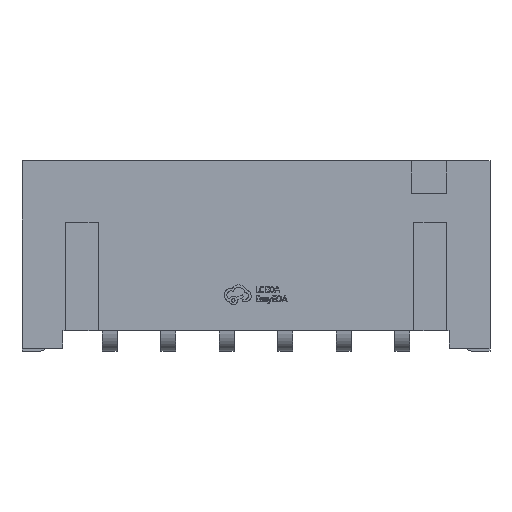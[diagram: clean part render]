
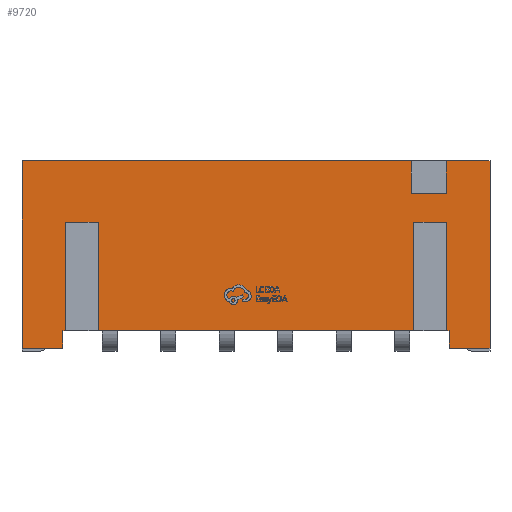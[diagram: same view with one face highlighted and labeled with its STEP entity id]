
A CAD part, front view. The second image highlights one B-rep face of the part: STEP entity #9720.
In plain terms, the highlighted planar face has unit normal (0, -1, 0).
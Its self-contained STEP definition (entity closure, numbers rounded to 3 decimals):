
#469=FACE_OUTER_BOUND('',#1006,.T.);
#1006=EDGE_LOOP('',(#6279,#6280,#6281,#6282,#6283,#6284,#6285,#6286,#6287,
#6288,#6289,#6290,#6291,#6292,#6293,#6294,#6295,#6296,#6297,#6298));
#1587=LINE('',#13106,#2712);
#1591=LINE('',#13114,#2716);
#1611=LINE('',#13154,#2736);
#1670=LINE('',#13440,#2795);
#1671=LINE('',#13442,#2796);
#1672=LINE('',#13444,#2797);
#1673=LINE('',#13445,#2798);
#1674=LINE('',#13447,#2799);
#1675=LINE('',#13449,#2800);
#1676=LINE('',#13451,#2801);
#1677=LINE('',#13453,#2802);
#1678=LINE('',#13455,#2803);
#1679=LINE('',#13457,#2804);
#1680=LINE('',#13459,#2805);
#1681=LINE('',#13461,#2806);
#1682=LINE('',#13463,#2807);
#1683=LINE('',#13465,#2808);
#1684=LINE('',#13466,#2809);
#1685=LINE('',#13468,#2810);
#1686=LINE('',#13469,#2811);
#2712=VECTOR('',#10906,1.);
#2716=VECTOR('',#10910,1.);
#2736=VECTOR('',#10930,1.);
#2795=VECTOR('',#10991,1.);
#2796=VECTOR('',#10992,1.);
#2797=VECTOR('',#10993,1.);
#2798=VECTOR('',#10994,1.);
#2799=VECTOR('',#10995,1.);
#2800=VECTOR('',#10996,1.);
#2801=VECTOR('',#10997,1.);
#2802=VECTOR('',#10998,1.);
#2803=VECTOR('',#10999,1.);
#2804=VECTOR('',#11000,1.);
#2805=VECTOR('',#11001,1.);
#2806=VECTOR('',#11002,1.);
#2807=VECTOR('',#11003,1.);
#2808=VECTOR('',#11004,1.);
#2809=VECTOR('',#11005,1.);
#2810=VECTOR('',#11006,1.);
#2811=VECTOR('',#11007,1.);
#3819=VERTEX_POINT('',#13104);
#3820=VERTEX_POINT('',#13105);
#3823=VERTEX_POINT('',#13111);
#3824=VERTEX_POINT('',#13113);
#3843=VERTEX_POINT('',#13151);
#3844=VERTEX_POINT('',#13153);
#3912=VERTEX_POINT('',#13439);
#3913=VERTEX_POINT('',#13441);
#3914=VERTEX_POINT('',#13443);
#3915=VERTEX_POINT('',#13446);
#3916=VERTEX_POINT('',#13448);
#3917=VERTEX_POINT('',#13450);
#3918=VERTEX_POINT('',#13452);
#3919=VERTEX_POINT('',#13454);
#3920=VERTEX_POINT('',#13456);
#3921=VERTEX_POINT('',#13458);
#3922=VERTEX_POINT('',#13460);
#3923=VERTEX_POINT('',#13462);
#3924=VERTEX_POINT('',#13464);
#3925=VERTEX_POINT('',#13467);
#4743=EDGE_CURVE('',#3819,#3820,#1587,.T.);
#4747=EDGE_CURVE('',#3823,#3824,#1591,.T.);
#4767=EDGE_CURVE('',#3843,#3844,#1611,.T.);
#4836=EDGE_CURVE('',#3912,#3820,#1670,.T.);
#4837=EDGE_CURVE('',#3913,#3819,#1671,.T.);
#4838=EDGE_CURVE('',#3914,#3913,#1672,.T.);
#4839=EDGE_CURVE('',#3844,#3914,#1673,.T.);
#4840=EDGE_CURVE('',#3843,#3915,#1674,.T.);
#4841=EDGE_CURVE('',#3915,#3916,#1675,.T.);
#4842=EDGE_CURVE('',#3917,#3916,#1676,.T.);
#4843=EDGE_CURVE('',#3918,#3917,#1677,.T.);
#4844=EDGE_CURVE('',#3919,#3918,#1678,.T.);
#4845=EDGE_CURVE('',#3920,#3919,#1679,.T.);
#4846=EDGE_CURVE('',#3920,#3921,#1680,.T.);
#4847=EDGE_CURVE('',#3922,#3921,#1681,.T.);
#4848=EDGE_CURVE('',#3922,#3923,#1682,.T.);
#4849=EDGE_CURVE('',#3923,#3924,#1683,.T.);
#4850=EDGE_CURVE('',#3824,#3924,#1684,.T.);
#4851=EDGE_CURVE('',#3823,#3925,#1685,.T.);
#4852=EDGE_CURVE('',#3925,#3912,#1686,.T.);
#6279=ORIENTED_EDGE('',*,*,#4836,.T.);
#6280=ORIENTED_EDGE('',*,*,#4743,.F.);
#6281=ORIENTED_EDGE('',*,*,#4837,.F.);
#6282=ORIENTED_EDGE('',*,*,#4838,.F.);
#6283=ORIENTED_EDGE('',*,*,#4839,.F.);
#6284=ORIENTED_EDGE('',*,*,#4767,.F.);
#6285=ORIENTED_EDGE('',*,*,#4840,.T.);
#6286=ORIENTED_EDGE('',*,*,#4841,.T.);
#6287=ORIENTED_EDGE('',*,*,#4842,.F.);
#6288=ORIENTED_EDGE('',*,*,#4843,.F.);
#6289=ORIENTED_EDGE('',*,*,#4844,.F.);
#6290=ORIENTED_EDGE('',*,*,#4845,.F.);
#6291=ORIENTED_EDGE('',*,*,#4846,.T.);
#6292=ORIENTED_EDGE('',*,*,#4847,.F.);
#6293=ORIENTED_EDGE('',*,*,#4848,.T.);
#6294=ORIENTED_EDGE('',*,*,#4849,.T.);
#6295=ORIENTED_EDGE('',*,*,#4850,.F.);
#6296=ORIENTED_EDGE('',*,*,#4747,.F.);
#6297=ORIENTED_EDGE('',*,*,#4851,.T.);
#6298=ORIENTED_EDGE('',*,*,#4852,.T.);
#8833=PLANE('',#10280);
#9720=ADVANCED_FACE('',(#469),#8833,.F.);
#10280=AXIS2_PLACEMENT_3D('',#13438,#10989,#10990);
#10906=DIRECTION('',(-1.,0.,0.));
#10910=DIRECTION('',(-1.,0.,0.));
#10930=DIRECTION('',(-1.,0.,0.));
#10989=DIRECTION('center_axis',(0.,1.,0.));
#10990=DIRECTION('ref_axis',(0.,0.,1.));
#10991=DIRECTION('',(0.,0.,-1.));
#10992=DIRECTION('',(0.,0.,-1.));
#10993=DIRECTION('',(-1.,0.,0.));
#10994=DIRECTION('',(0.,0.,1.));
#10995=DIRECTION('',(0.,0.,-1.));
#10996=DIRECTION('',(1.,0.,0.));
#10997=DIRECTION('',(0.,0.,-1.));
#10998=DIRECTION('',(1.,0.,0.));
#10999=DIRECTION('',(0.,0.,1.));
#11000=DIRECTION('',(1.,0.,0.));
#11001=DIRECTION('',(0.,0.,1.));
#11002=DIRECTION('',(1.,0.,0.));
#11003=DIRECTION('',(0.,0.,-1.));
#11004=DIRECTION('',(1.,0.,0.));
#11005=DIRECTION('',(0.,0.,-1.));
#11006=DIRECTION('',(0.,0.,1.));
#11007=DIRECTION('',(1.,0.,0.));
#13104=CARTESIAN_POINT('',(5.4,-4.534,0.7));
#13105=CARTESIAN_POINT('',(-5.4,-4.534,0.7));
#13106=CARTESIAN_POINT('',(0.,-4.534,0.7));
#13111=CARTESIAN_POINT('',(-6.5,-4.534,0.7));
#13113=CARTESIAN_POINT('',(-6.6,-4.534,0.7));
#13114=CARTESIAN_POINT('',(0.,-4.534,0.7));
#13151=CARTESIAN_POINT('',(6.6,-4.534,0.7));
#13153=CARTESIAN_POINT('',(6.5,-4.534,0.7));
#13154=CARTESIAN_POINT('',(0.,-4.534,0.7));
#13438=CARTESIAN_POINT('Origin',(-8.,-4.534,6.5));
#13439=CARTESIAN_POINT('',(-5.4,-4.534,4.4));
#13440=CARTESIAN_POINT('',(-5.4,-4.534,5.653));
#13441=CARTESIAN_POINT('',(5.4,-4.534,4.4));
#13442=CARTESIAN_POINT('',(5.4,-4.534,5.653));
#13443=CARTESIAN_POINT('',(6.5,-4.534,4.4));
#13444=CARTESIAN_POINT('',(6.5,-4.534,4.4));
#13445=CARTESIAN_POINT('',(6.5,-4.534,4.4));
#13446=CARTESIAN_POINT('',(6.6,-4.534,0.1));
#13447=CARTESIAN_POINT('',(6.6,-4.534,0.7));
#13448=CARTESIAN_POINT('',(8.,-4.534,0.1));
#13449=CARTESIAN_POINT('',(-8.,-4.534,0.1));
#13450=CARTESIAN_POINT('',(8.,-4.534,6.5));
#13451=CARTESIAN_POINT('',(8.,-4.534,6.5));
#13452=CARTESIAN_POINT('',(6.5,-4.534,6.5));
#13453=CARTESIAN_POINT('',(-8.,-4.534,6.5));
#13454=CARTESIAN_POINT('',(6.5,-4.534,5.4));
#13455=CARTESIAN_POINT('',(6.5,-4.534,5.4));
#13456=CARTESIAN_POINT('',(5.3,-4.534,5.4));
#13457=CARTESIAN_POINT('',(5.3,-4.534,5.4));
#13458=CARTESIAN_POINT('',(5.3,-4.534,6.5));
#13459=CARTESIAN_POINT('',(5.3,-4.534,5.4));
#13460=CARTESIAN_POINT('',(-8.,-4.534,6.5));
#13461=CARTESIAN_POINT('',(-8.,-4.534,6.5));
#13462=CARTESIAN_POINT('',(-8.,-4.534,0.1));
#13463=CARTESIAN_POINT('',(-8.,-4.534,6.5));
#13464=CARTESIAN_POINT('',(-6.6,-4.534,0.1));
#13465=CARTESIAN_POINT('',(-8.,-4.534,0.1));
#13466=CARTESIAN_POINT('',(-6.6,-4.534,0.7));
#13467=CARTESIAN_POINT('',(-6.5,-4.534,4.4));
#13468=CARTESIAN_POINT('',(-6.5,-4.534,4.4));
#13469=CARTESIAN_POINT('',(-6.5,-4.534,4.4));
